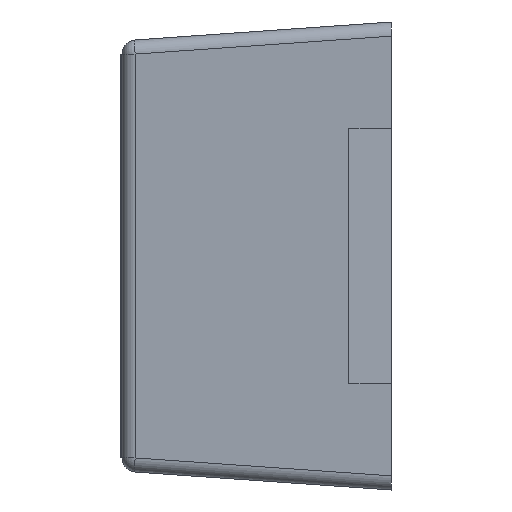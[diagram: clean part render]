
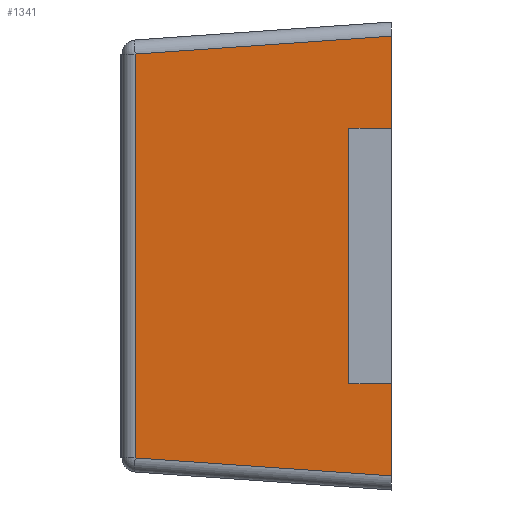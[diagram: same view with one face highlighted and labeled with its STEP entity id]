
A CAD part, left-side view. The second image highlights one B-rep face of the part: STEP entity #1341.
In plain terms, the highlighted planar face has unit normal (-0.998, 0.07, 0).
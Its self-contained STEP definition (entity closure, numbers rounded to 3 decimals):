
#22 = LINE ( 'NONE', #163, #1288 ) ;
#49 = ORIENTED_EDGE ( 'NONE', *, *, #1323, .F. ) ;
#72 = VERTEX_POINT ( 'NONE', #302 ) ;
#114 = DIRECTION ( 'NONE',  ( 0., 0., -1. ) ) ;
#157 = CARTESIAN_POINT ( 'NONE',  ( -1.35, 0., -0.45 ) ) ;
#163 = CARTESIAN_POINT ( 'NONE',  ( -1.35, 0., 0.825 ) ) ;
#166 = CARTESIAN_POINT ( 'NONE',  ( -1.287, 0.903, -0.712 ) ) ;
#170 = DIRECTION ( 'NONE',  ( 0.07, 0.995, -0.07 ) ) ;
#188 = CARTESIAN_POINT ( 'NONE',  ( -1.287, 0.903, 0.712 ) ) ;
#214 = DIRECTION ( 'NONE',  ( -0.07, -0.995, -0.07 ) ) ;
#269 = LINE ( 'NONE', #762, #558 ) ;
#282 = DIRECTION ( 'NONE',  ( 0., 0., -1. ) ) ;
#286 = DIRECTION ( 'NONE',  ( -0.07, -0.998, 0. ) ) ;
#302 = CARTESIAN_POINT ( 'NONE',  ( -1.35, 0., 0.775 ) ) ;
#366 = LINE ( 'NONE', #1562, #1135 ) ;
#376 = CARTESIAN_POINT ( 'NONE',  ( -1.287, 0.903, -0.759 ) ) ;
#386 = CARTESIAN_POINT ( 'NONE',  ( -1.35, 0., -0.775 ) ) ;
#425 = VERTEX_POINT ( 'NONE', #157 ) ;
#432 = EDGE_LOOP ( 'NONE', ( #1067, #1490, #642, #546, #1379, #864, #1145, #49 ) ) ;
#508 = DIRECTION ( 'NONE',  ( 0., 0., -1. ) ) ;
#513 = EDGE_CURVE ( 'NONE', #72, #661, #22, .T. ) ;
#535 = EDGE_CURVE ( 'NONE', #72, #1075, #1013, .T. ) ;
#546 = ORIENTED_EDGE ( 'NONE', *, *, #513, .F. ) ;
#556 = CARTESIAN_POINT ( 'NONE',  ( -1.284, 0.947, 0.709 ) ) ;
#558 = VECTOR ( 'NONE', #759, 1000. ) ;
#608 = EDGE_CURVE ( 'NONE', #1012, #1221, #366, .T. ) ;
#629 = VERTEX_POINT ( 'NONE', #737 ) ;
#642 = ORIENTED_EDGE ( 'NONE', *, *, #1309, .F. ) ;
#643 = EDGE_CURVE ( 'NONE', #845, #629, #842, .T. ) ;
#653 = VECTOR ( 'NONE', #508, 1000. ) ;
#661 = VERTEX_POINT ( 'NONE', #782 ) ;
#737 = CARTESIAN_POINT ( 'NONE',  ( -1.34, 0.15, -0.45 ) ) ;
#759 = DIRECTION ( 'NONE',  ( 0.07, 0.998, 0. ) ) ;
#762 = CARTESIAN_POINT ( 'NONE',  ( -1.35, 0., 0.45 ) ) ;
#780 = CARTESIAN_POINT ( 'NONE',  ( -1.35, 0., -0.45 ) ) ;
#782 = CARTESIAN_POINT ( 'NONE',  ( -1.35, 0., 0.45 ) ) ;
#787 = CARTESIAN_POINT ( 'NONE',  ( -1.35, 0., 0.825 ) ) ;
#816 = VECTOR ( 'NONE', #170, 1000. ) ;
#842 = LINE ( 'NONE', #1446, #1219 ) ;
#845 = VERTEX_POINT ( 'NONE', #1220 ) ;
#864 = ORIENTED_EDGE ( 'NONE', *, *, #902, .T. ) ;
#888 = CARTESIAN_POINT ( 'NONE',  ( -1.35, 0., 0.825 ) ) ;
#895 = LINE ( 'NONE', #888, #653 ) ;
#902 = EDGE_CURVE ( 'NONE', #1075, #1012, #1462, .T. ) ;
#976 = PLANE ( 'NONE',  #1543 ) ;
#1012 = VERTEX_POINT ( 'NONE', #166 ) ;
#1013 = LINE ( 'NONE', #556, #816 ) ;
#1067 = ORIENTED_EDGE ( 'NONE', *, *, #1548, .F. ) ;
#1075 = VERTEX_POINT ( 'NONE', #188 ) ;
#1135 = VECTOR ( 'NONE', #214, 1000. ) ;
#1139 = DIRECTION ( 'NONE',  ( -0.998, 0.07, 0. ) ) ;
#1145 = ORIENTED_EDGE ( 'NONE', *, *, #608, .T. ) ;
#1219 = VECTOR ( 'NONE', #114, 1000. ) ;
#1220 = CARTESIAN_POINT ( 'NONE',  ( -1.34, 0.15, 0.45 ) ) ;
#1221 = VERTEX_POINT ( 'NONE', #386 ) ;
#1259 = DIRECTION ( 'NONE',  ( -0.07, -0.998, 0. ) ) ;
#1277 = VECTOR ( 'NONE', #286, 1000. ) ;
#1288 = VECTOR ( 'NONE', #282, 1000. ) ;
#1309 = EDGE_CURVE ( 'NONE', #661, #845, #269, .T. ) ;
#1323 = EDGE_CURVE ( 'NONE', #425, #1221, #895, .T. ) ;
#1341 = ADVANCED_FACE ( 'NONE', ( #1502 ), #976, .T. ) ;
#1374 = LINE ( 'NONE', #780, #1277 ) ;
#1379 = ORIENTED_EDGE ( 'NONE', *, *, #535, .T. ) ;
#1407 = VECTOR ( 'NONE', #1596, 1000. ) ;
#1446 = CARTESIAN_POINT ( 'NONE',  ( -1.34, 0.15, 0.825 ) ) ;
#1462 = LINE ( 'NONE', #376, #1407 ) ;
#1490 = ORIENTED_EDGE ( 'NONE', *, *, #643, .F. ) ;
#1502 = FACE_OUTER_BOUND ( 'NONE', #432, .T. ) ;
#1543 = AXIS2_PLACEMENT_3D ( 'NONE', #787, #1139, #1259 ) ;
#1548 = EDGE_CURVE ( 'NONE', #629, #425, #1374, .T. ) ;
#1562 = CARTESIAN_POINT ( 'NONE',  ( -1.342, 0.111, -0.767 ) ) ;
#1596 = DIRECTION ( 'NONE',  ( 0., 0., -1. ) ) ;
